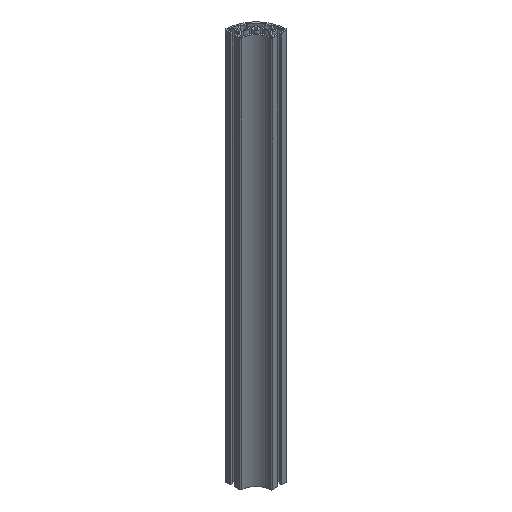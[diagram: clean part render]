
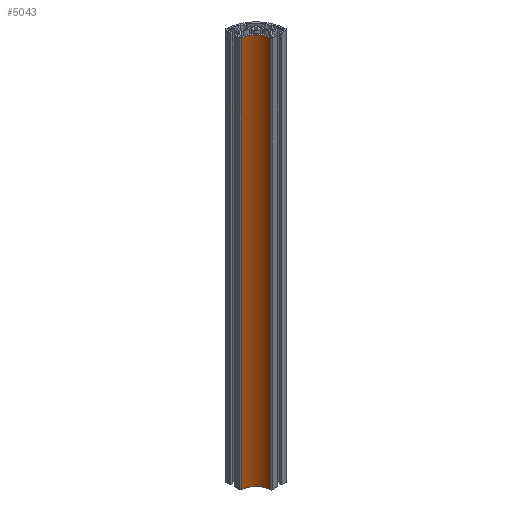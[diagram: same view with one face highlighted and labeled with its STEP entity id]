
A CAD part, isometric view. The second image highlights one B-rep face of the part: STEP entity #5043.
In plain terms, the highlighted cylindrical face has radius 40 mm (diameter 80 mm), a partial arc.
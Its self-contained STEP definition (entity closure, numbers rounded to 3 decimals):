
#2394=CIRCLE('',#4863,40.);
#2395=CIRCLE('',#4864,40.);
#2440=CYLINDRICAL_SURFACE('',#4862,40.);
#2597=ORIENTED_EDGE('',*,*,#3566,.F.);
#2598=ORIENTED_EDGE('',*,*,#3563,.T.);
#2599=ORIENTED_EDGE('',*,*,#3567,.T.);
#2600=ORIENTED_EDGE('',*,*,#3568,.F.);
#3027=VECTOR('',#4065,1.);
#3028=VECTOR('',#4076,1.);
#3213=LINE('',#4547,#3027);
#3214=LINE('',#4555,#3028);
#3373=VERTEX_POINT('',#4545);
#3374=VERTEX_POINT('',#4546);
#3375=VERTEX_POINT('',#4551);
#3376=VERTEX_POINT('',#4553);
#3563=EDGE_CURVE('',#3373,#3374,#3213,.T.);
#3566=EDGE_CURVE('',#3373,#3375,#2394,.T.);
#3567=EDGE_CURVE('',#3374,#3376,#2395,.T.);
#3568=EDGE_CURVE('',#3375,#3376,#3214,.T.);
#3733=EDGE_LOOP('',(#2597,#2598,#2599,#2600));
#3829=FACE_BOUND('',#3733,.F.);
#4065=DIRECTION('',(-1000.,0.,0.));
#4070=DIRECTION('',(-1.,0.,0.));
#4071=DIRECTION('',(0.,0.998,0.07));
#4072=DIRECTION('',(1.,0.,0.));
#4073=DIRECTION('',(0.,39.903,2.791));
#4074=DIRECTION('',(1.,0.,0.));
#4075=DIRECTION('',(0.,39.903,2.791));
#4076=DIRECTION('',(-1000.,0.,0.));
#4545=CARTESIAN_POINT('',(1000.,-2.524,-39.636));
#4546=CARTESIAN_POINT('',(0.,-2.524,-39.636));
#4547=CARTESIAN_POINT('',(1000.,-2.524,-39.636));
#4550=CARTESIAN_POINT('',(1000.,-42.426,-42.426));
#4551=CARTESIAN_POINT('',(1000.,-39.636,-2.524));
#4552=CARTESIAN_POINT('',(1000.,-42.426,-42.426));
#4553=CARTESIAN_POINT('',(0.,-39.636,-2.524));
#4554=CARTESIAN_POINT('',(0.,-42.426,-42.426));
#4555=CARTESIAN_POINT('',(1000.,-39.636,-2.524));
#4862=AXIS2_PLACEMENT_3D('',#4550,#4070,#4071);
#4863=AXIS2_PLACEMENT_3D('',#4552,#4072,#4073);
#4864=AXIS2_PLACEMENT_3D('',#4554,#4074,#4075);
#5043=ADVANCED_FACE('',(#3829),#2440,.F.);
